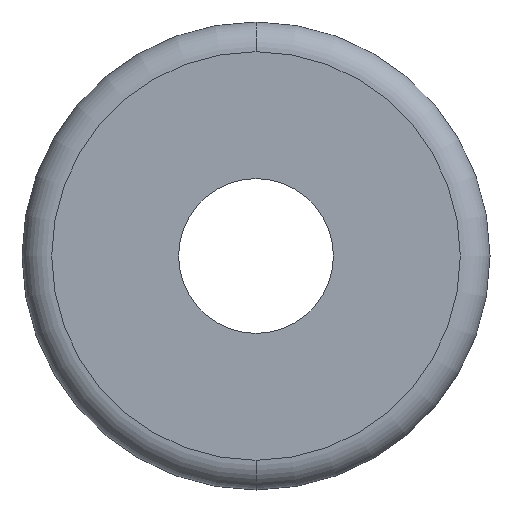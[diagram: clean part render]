
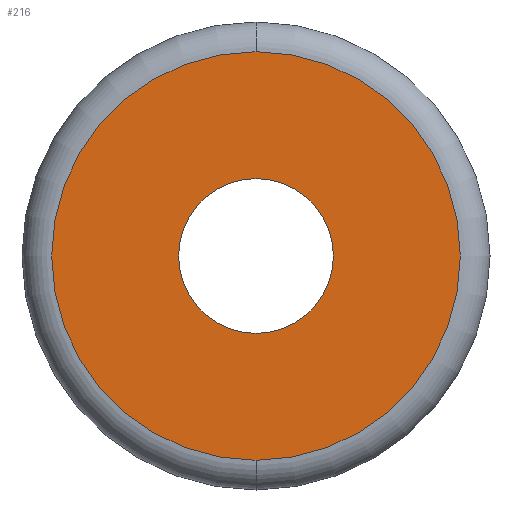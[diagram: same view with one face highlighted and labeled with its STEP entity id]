
A CAD part, front view. The second image highlights one B-rep face of the part: STEP entity #216.
In plain terms, the highlighted planar face has unit normal (0, -1, 0).
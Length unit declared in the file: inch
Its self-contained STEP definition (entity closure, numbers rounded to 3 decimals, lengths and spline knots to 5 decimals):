
#1 = CARTESIAN_POINT ( 'NONE',  ( 0., 0., 0. ) ) ;
#3 = CIRCLE ( 'NONE', #159, 0.04134 ) ;
#15 = DIRECTION ( 'NONE',  ( 0., 0., 1. ) ) ;
#22 = CIRCLE ( 'NONE', #240, 0.10913 ) ;
#30 = FACE_BOUND ( 'NONE', #112, .T. ) ;
#40 = CARTESIAN_POINT ( 'NONE',  ( 0., 0., -0.04134 ) ) ;
#44 = AXIS2_PLACEMENT_3D ( 'NONE', #45, #95, #291 ) ;
#45 = CARTESIAN_POINT ( 'NONE',  ( 0., 0., 0. ) ) ;
#71 = ORIENTED_EDGE ( 'NONE', *, *, #355, .T. ) ;
#91 = CARTESIAN_POINT ( 'NONE',  ( 0., 0., 0.04134 ) ) ;
#95 = DIRECTION ( 'NONE',  ( 0., -1., 0. ) ) ;
#100 = ORIENTED_EDGE ( 'NONE', *, *, #107, .T. ) ;
#106 = FACE_OUTER_BOUND ( 'NONE', #230, .T. ) ;
#107 = EDGE_CURVE ( 'NONE', #215, #202, #22, .T. ) ;
#112 = EDGE_LOOP ( 'NONE', ( #71, #293 ) ) ;
#114 = DIRECTION ( 'NONE',  ( 0., 1., 0. ) ) ;
#123 = CARTESIAN_POINT ( 'NONE',  ( 0., 0., -0.10913 ) ) ;
#132 = PLANE ( 'NONE',  #210 ) ;
#159 = AXIS2_PLACEMENT_3D ( 'NONE', #298, #323, #235 ) ;
#164 = EDGE_CURVE ( 'NONE', #171, #342, #3, .T. ) ;
#171 = VERTEX_POINT ( 'NONE', #91 ) ;
#173 = DIRECTION ( 'NONE',  ( 0., -1., 0. ) ) ;
#178 = EDGE_CURVE ( 'NONE', #202, #215, #198, .T. ) ;
#189 = CIRCLE ( 'NONE', #347, 0.04134 ) ;
#198 = CIRCLE ( 'NONE', #44, 0.10913 ) ;
#202 = VERTEX_POINT ( 'NONE', #123 ) ;
#210 = AXIS2_PLACEMENT_3D ( 'NONE', #321, #213, #15 ) ;
#213 = DIRECTION ( 'NONE',  ( 0., 1., 0. ) ) ;
#215 = VERTEX_POINT ( 'NONE', #242 ) ;
#216 = ADVANCED_FACE ( 'NONE', ( #106, #30 ), #132, .F. ) ;
#230 = EDGE_LOOP ( 'NONE', ( #100, #309 ) ) ;
#235 = DIRECTION ( 'NONE',  ( 0., 0., 1. ) ) ;
#240 = AXIS2_PLACEMENT_3D ( 'NONE', #338, #173, #318 ) ;
#242 = CARTESIAN_POINT ( 'NONE',  ( 0., 0., 0.10913 ) ) ;
#281 = DIRECTION ( 'NONE',  ( 0., 0., 1. ) ) ;
#291 = DIRECTION ( 'NONE',  ( 0., 0., 1. ) ) ;
#293 = ORIENTED_EDGE ( 'NONE', *, *, #164, .T. ) ;
#298 = CARTESIAN_POINT ( 'NONE',  ( 0., 0., 0. ) ) ;
#309 = ORIENTED_EDGE ( 'NONE', *, *, #178, .T. ) ;
#318 = DIRECTION ( 'NONE',  ( 0., 0., 1. ) ) ;
#321 = CARTESIAN_POINT ( 'NONE',  ( 0., 0., 0. ) ) ;
#323 = DIRECTION ( 'NONE',  ( 0., 1., 0. ) ) ;
#338 = CARTESIAN_POINT ( 'NONE',  ( 0., 0., 0. ) ) ;
#342 = VERTEX_POINT ( 'NONE', #40 ) ;
#347 = AXIS2_PLACEMENT_3D ( 'NONE', #1, #114, #281 ) ;
#355 = EDGE_CURVE ( 'NONE', #342, #171, #189, .T. ) ;
